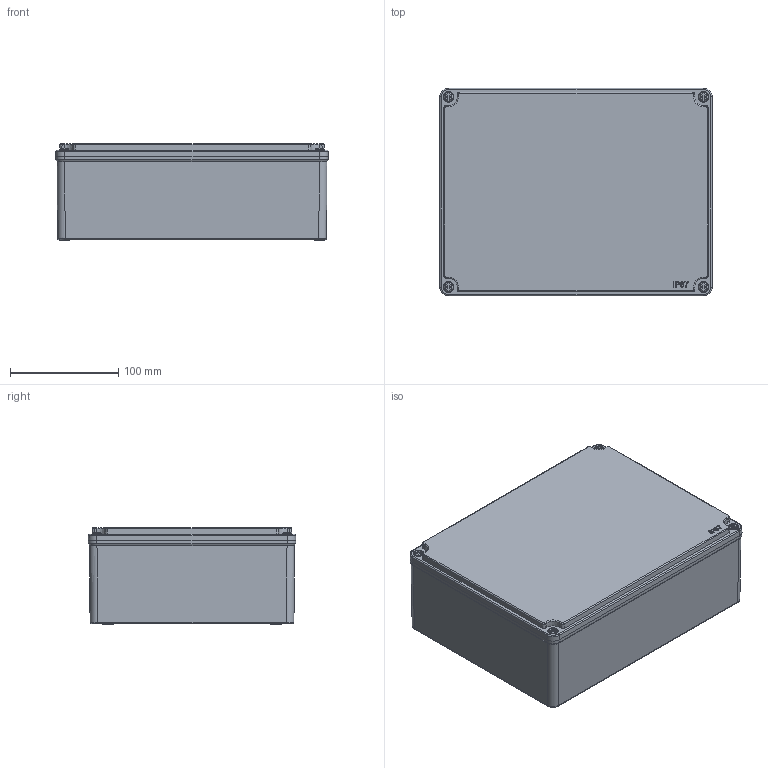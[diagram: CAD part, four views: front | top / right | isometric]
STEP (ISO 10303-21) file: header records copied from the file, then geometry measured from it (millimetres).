
FILE_DESCRIPTION(/* description */ (''),/* implementation_level */ '2;1');
FILE_NAME(/* name */ '402520025.stp',/* time_stamp */ '2017-07-14T12:13:19+03:00',/* author */ (''),/* organization */ (''),/* preprocessor_version */ 'ST-DEVELOPER v14',/* originating_system */ 'SIEMENS PLM Software NX 8.0',/* authorisation */ '');
FILE_SCHEMA (('AP203_CONFIGURATION_CONTROLLED_3D_DESIGN_OF_MECHANICAL_PARTS_AND_ASSEMBLIES_MIM_LF { 1 0 10303 403 2 1 2}'));
Length unit declared in the file: millimetre
Products named in the file (1): mtas13B8C34B2gk3
Bounding box: 252 x 192 x 90.5 mm (x, y, z)
Volume: 580469.8 mm3; surface area: 341455.6 mm2
Topology: 8 solids, 9 shells, 1030 faces, 2512 edges, 1496 vertices
Faces by surface type: cylinder 357, plane 338, bspline 188, cone 62, sphere 44, torus 41
Full cylindrical faces by diameter (mm): 3.013 x3, 3.432 x2, 3.5 x1, 3.6 x1, 3.838 x2, 5 x4, 6 x4, 8 x2, 10 x4
Entity records: 33356 total; most frequent: CARTESIAN_POINT 10581, DIRECTION 4668, ORIENTED_EDGE 4666, EDGE_CURVE 2333, AXIS2_PLACEMENT_3D 1774, VERTEX_POINT 1432, EDGE_LOOP 1151, LINE 1120
